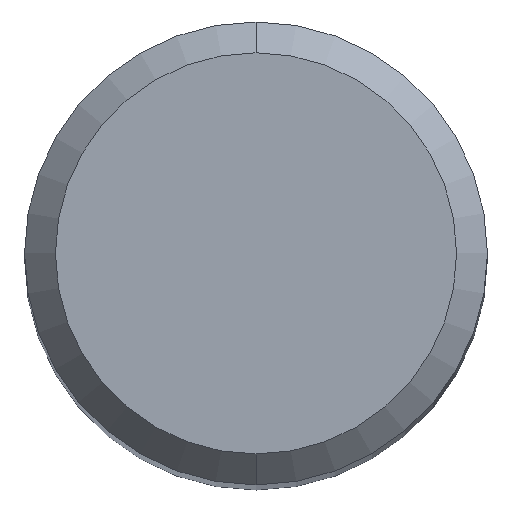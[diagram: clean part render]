
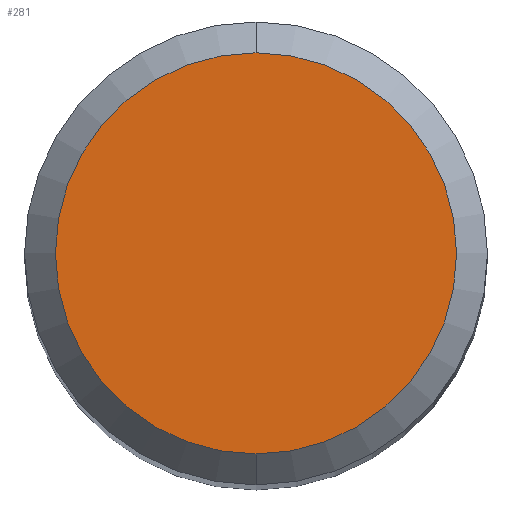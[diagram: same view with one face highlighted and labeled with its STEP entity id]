
A CAD part, top view. The second image highlights one B-rep face of the part: STEP entity #281.
In plain terms, the highlighted planar face has unit normal (0, 0, 1).
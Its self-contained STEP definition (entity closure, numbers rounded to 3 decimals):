
#251=VERTEX_POINT('',#572);
#263=EDGE_CURVE('',#331,#251,#586,.T.);
#281=ADVANCED_FACE('',(#606),#607,.T.);
#331=VERTEX_POINT('',#666);
#423=EDGE_CURVE('',#251,#331,#768,.T.);
#572=CARTESIAN_POINT('',(0.0,2.6,0.0));
#586=CIRCLE('',#1014,2.6);
#606=FACE_OUTER_BOUND('',#1040,.T.);
#607=PLANE('',#1041);
#666=CARTESIAN_POINT('',(0.,-2.6,0.0));
#768=CIRCLE('',#1386,2.6);
#1014=AXIS2_PLACEMENT_3D('',#1572,#1573,#1574);
#1040=EDGE_LOOP('',(#1600,#1601));
#1041=AXIS2_PLACEMENT_3D('',#1602,#1603,#1604);
#1386=AXIS2_PLACEMENT_3D('',#1798,#1799,#1800);
#1572=CARTESIAN_POINT('',(0.0,0.0,0.0));
#1573=DIRECTION('',(0.0,0.0,-1.0));
#1574=DIRECTION('',(0.0,1.0,0.0));
#1600=ORIENTED_EDGE('',*,*,#423,.F.);
#1601=ORIENTED_EDGE('',*,*,#263,.F.);
#1602=CARTESIAN_POINT('',(0.0,1.3,0.0));
#1603=DIRECTION('',(-0.0,0.0,1.0));
#1604=DIRECTION('',(0.0,-1.0,0.0));
#1798=CARTESIAN_POINT('',(0.0,0.0,0.0));
#1799=DIRECTION('',(0.0,0.0,-1.0));
#1800=DIRECTION('',(0.0,1.0,0.0));
